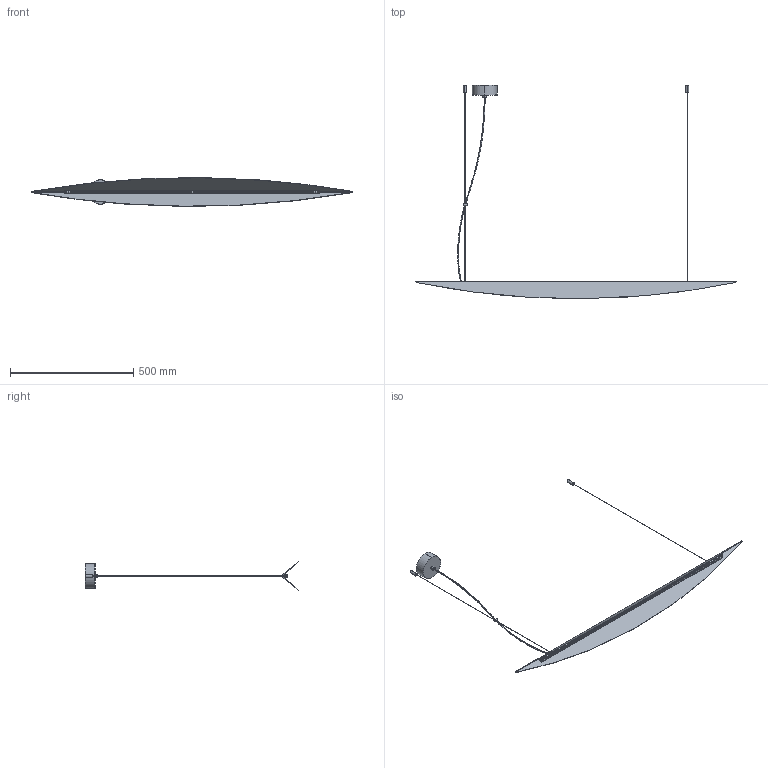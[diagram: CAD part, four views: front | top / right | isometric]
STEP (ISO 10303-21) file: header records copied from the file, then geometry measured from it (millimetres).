
FILE_DESCRIPTION (( 'STEP AP214' ), '1' );
FILE_NAME ('LPL357.STEP', '2021-11-01T06:52:59', ( 'GH' ), ( 'Microsoft' ), 'SwSTEP 2.0', 'SolidWorks 2013', '' );
FILE_SCHEMA (( 'AUTOMOTIVE_DESIGN' ));
Length unit declared in the file: millimetre
Products named in the file (5): 黑芛A; LPL357; 裂盄璃; 裂腑珔え; 裂腑埴裝
Assembly tree (5 placements, depth 2):
  LPL357
    裂腑珔え
    裂腑埴裝
    黑芛A  x2
    裂盄璃
Bounding box: 1299.99 x 864.72 x 117.18 mm (x, y, z)
Volume: 281131.2 mm3; surface area: 499897.1 mm2
Topology: 7 solids, 7 shells, 146 faces, 370 edges, 242 vertices
Faces by surface type: cylinder 86, plane 48, cone 8, bspline 4
Entity records: 5958 total; most frequent: CARTESIAN_POINT 2282, ORIENTED_EDGE 672, DIRECTION 623, EDGE_CURVE 336, AXIS2_PLACEMENT_3D 238, VERTEX_POINT 223, EDGE_LOOP 167, LINE 147
